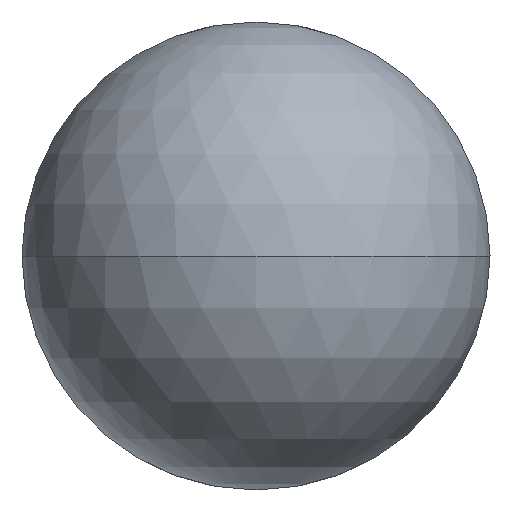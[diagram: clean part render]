
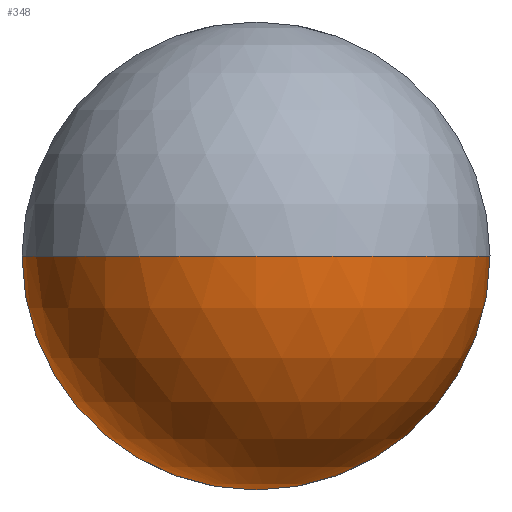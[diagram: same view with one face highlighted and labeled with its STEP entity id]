
A CAD part, front view. The second image highlights one B-rep face of the part: STEP entity #348.
In plain terms, the highlighted spherical face has radius 3.175 mm.
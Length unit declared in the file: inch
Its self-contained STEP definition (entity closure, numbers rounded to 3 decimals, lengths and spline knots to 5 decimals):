
#4 = EDGE_CURVE ( 'NONE', #329, #141, #307, .T. ) ;
#44 = AXIS2_PLACEMENT_3D ( 'NONE', #332, #289, #454 ) ;
#48 = EDGE_CURVE ( 'NONE', #226, #141, #131, .T. ) ;
#63 = AXIS2_PLACEMENT_3D ( 'NONE', #259, #343, #422 ) ;
#70 = DIRECTION ( 'NONE',  ( 0., 0., -1. ) ) ;
#72 = ORIENTED_EDGE ( 'NONE', *, *, #501, .T. ) ;
#93 = CARTESIAN_POINT ( 'NONE',  ( 0., 0.125, 0. ) ) ;
#131 = CIRCLE ( 'NONE', #63, 0.125 ) ;
#140 = CARTESIAN_POINT ( 'NONE',  ( 0.125, 0.125, 0. ) ) ;
#141 = VERTEX_POINT ( 'NONE', #275 ) ;
#143 = DIRECTION ( 'NONE',  ( 0., 0., -1. ) ) ;
#155 = DIRECTION ( 'NONE',  ( 0., -1., 0. ) ) ;
#176 = EDGE_CURVE ( 'NONE', #525, #329, #361, .T. ) ;
#189 = AXIS2_PLACEMENT_3D ( 'NONE', #340, #493, #252 ) ;
#200 = CIRCLE ( 'NONE', #293, 0.125 ) ;
#226 = VERTEX_POINT ( 'NONE', #294 ) ;
#252 = DIRECTION ( 'NONE',  ( -1., 0., 0. ) ) ;
#256 = FACE_OUTER_BOUND ( 'NONE', #378, .T. ) ;
#259 = CARTESIAN_POINT ( 'NONE',  ( 0., 0.125, 0. ) ) ;
#275 = CARTESIAN_POINT ( 'NONE',  ( 0., 0., 0. ) ) ;
#289 = DIRECTION ( 'NONE',  ( 0., -1., 0. ) ) ;
#293 = AXIS2_PLACEMENT_3D ( 'NONE', #482, #155, #70 ) ;
#294 = CARTESIAN_POINT ( 'NONE',  ( -0.125, 0.125, 0. ) ) ;
#307 = CIRCLE ( 'NONE', #505, 0.125 ) ;
#329 = VERTEX_POINT ( 'NONE', #140 ) ;
#332 = CARTESIAN_POINT ( 'NONE',  ( 0., 0.125, 0. ) ) ;
#333 = ORIENTED_EDGE ( 'NONE', *, *, #48, .F. ) ;
#340 = CARTESIAN_POINT ( 'NONE',  ( 0., 0.125, 0. ) ) ;
#343 = DIRECTION ( 'NONE',  ( 0., 0., 1. ) ) ;
#348 = ADVANCED_FACE ( 'NONE', ( #256 ), #497, .T. ) ;
#361 = CIRCLE ( 'NONE', #44, 0.125 ) ;
#367 = ORIENTED_EDGE ( 'NONE', *, *, #4, .T. ) ;
#378 = EDGE_LOOP ( 'NONE', ( #72, #410, #367, #333 ) ) ;
#410 = ORIENTED_EDGE ( 'NONE', *, *, #176, .T. ) ;
#422 = DIRECTION ( 'NONE',  ( 1., 0., 0. ) ) ;
#444 = CARTESIAN_POINT ( 'NONE',  ( 0., 0.125, -0.125 ) ) ;
#454 = DIRECTION ( 'NONE',  ( 0., 0., -1. ) ) ;
#468 = DIRECTION ( 'NONE',  ( -1., 0., 0. ) ) ;
#482 = CARTESIAN_POINT ( 'NONE',  ( 0., 0.125, 0. ) ) ;
#493 = DIRECTION ( 'NONE',  ( 0., 0., -1. ) ) ;
#497 = SPHERICAL_SURFACE ( 'NONE', #189, 0.125 ) ;
#501 = EDGE_CURVE ( 'NONE', #226, #525, #200, .T. ) ;
#505 = AXIS2_PLACEMENT_3D ( 'NONE', #93, #143, #468 ) ;
#525 = VERTEX_POINT ( 'NONE', #444 ) ;
